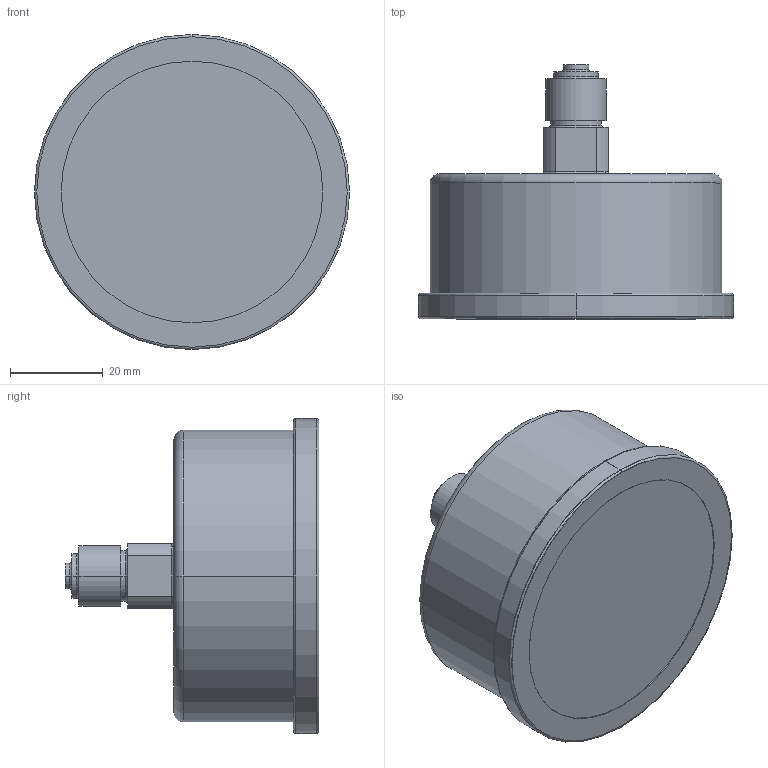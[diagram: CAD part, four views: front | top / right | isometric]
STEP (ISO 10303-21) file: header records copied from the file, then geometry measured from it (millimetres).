
FILE_DESCRIPTION (( 'STEP AP214' ), '1' );
FILE_NAME ('MM06_G1-4_Âxial_63mm_0-16bar.STEP', '2022-06-20T12:58:16', ( '' ), ( '' ), 'SwSTEP 2.0', 'SolidWorks 2021', '' );
FILE_SCHEMA (( 'AUTOMOTIVE_DESIGN' ));
Length unit declared in the file: millimetre
Products named in the file (7): MM06_G1-4_Axial_Skala; MM06_G1-4_Axial_Zeiger; MM06_G1-4_Axial_Deckel Gehäuse; MM06_G1-4_Axial_Glas; pan head cross recess screw_din_DIN EN ISO 7045 - M2.5 x 5 - Z - 5N; MM06_G1-4_Âxial_63mm_0-16bar; MM06_G1-4_Axial_Gehäuse
Assembly tree (7 placements, depth 2):
  MM06_G1-4_Âxial_63mm_0-16bar
    MM06_G1-4_Axial_Deckel Gehäuse
    MM06_G1-4_Axial_Glas
    MM06_G1-4_Axial_Skala
    MM06_G1-4_Axial_Zeiger
    pan head cross recess screw_din_DIN EN ISO 7045 - M2.5 x 5 - Z - 5N  x2
    MM06_G1-4_Axial_Gehäuse
Bounding box: 68 x 54.8 x 68 mm (x, y, z)
Volume: 31768.9 mm3; surface area: 38383.1 mm2
Topology: 7 solids, 7 shells, 661 faces, 1672 edges, 1089 vertices
Faces by surface type: plane 408, bspline 103, cylinder 92, torus 30, cone 22, sphere 6
Entity records: 27988 total; most frequent: CARTESIAN_POINT 7921, ORIENTED_EDGE 3128, DIRECTION 2647, EDGE_CURVE 1564, VECTOR 1077, LINE 1077, VERTEX_POINT 1027, AXIS2_PLACEMENT_3D 785
